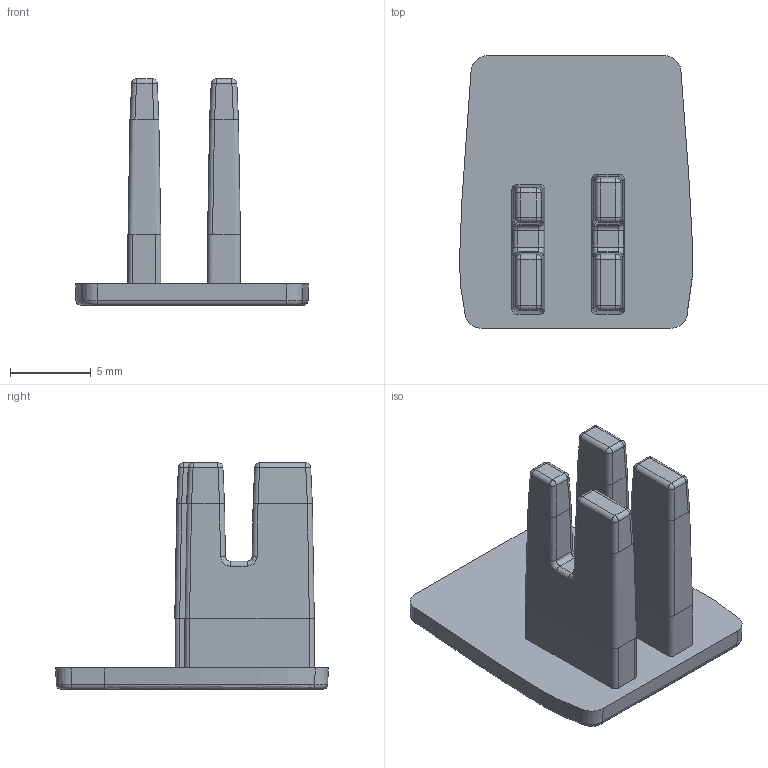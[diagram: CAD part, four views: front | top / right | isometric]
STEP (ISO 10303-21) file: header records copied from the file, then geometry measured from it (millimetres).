
FILE_DESCRIPTION (( 'STEP AP203' ), '1' );
FILE_NAME ('5833.STEP', '2020-08-19T14:35:28', ( '' ), ( '' ), 'SwSTEP 2.0', 'SolidWorks 2011', '' );
FILE_SCHEMA (( 'CONFIG_CONTROL_DESIGN' ));
Length unit declared in the file: millimetre
Products named in the file (1): 5833
Bounding box: 14.41 x 16.85 x 14.01 mm (x, y, z)
Volume: 656.4 mm3; surface area: 1008.5 mm2
Topology: 1 solids, 1 shells, 150 faces, 365 edges, 219 vertices
Faces by surface type: cylinder 67, plane 47, sphere 16, bspline 12, cone 4, torus 4
Entity records: 5073 total; most frequent: CARTESIAN_POINT 1626, ORIENTED_EDGE 730, DIRECTION 680, EDGE_CURVE 365, AXIS2_PLACEMENT_3D 229, VECTOR 222, LINE 222, VERTEX_POINT 219
